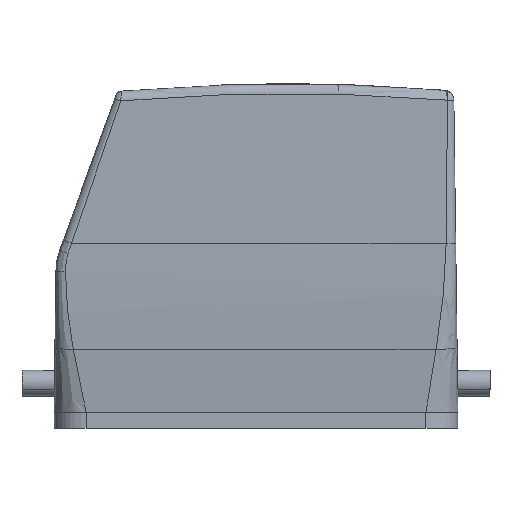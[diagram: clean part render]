
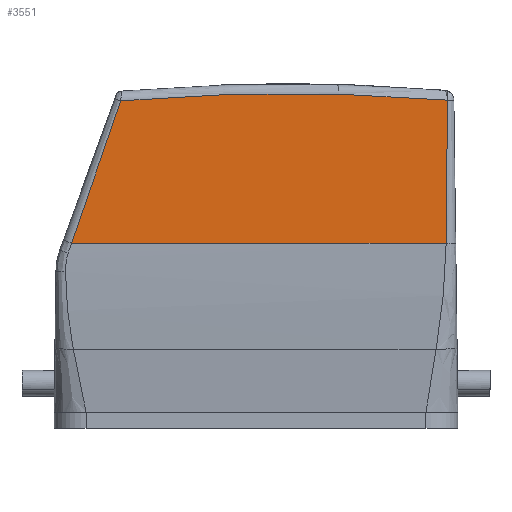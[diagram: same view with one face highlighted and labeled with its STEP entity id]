
A CAD part, left-side view. The second image highlights one B-rep face of the part: STEP entity #3551.
In plain terms, the highlighted planar face has unit normal (-1, 0, 0).
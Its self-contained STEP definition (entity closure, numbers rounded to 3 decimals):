
#3513=AXIS2_PLACEMENT_3D('Plane Axis2P3D',#3510,#3511,#3512) ;
#3517=AXIS2_PLACEMENT_3D('Circle Axis2P3D',#3515,#3516,$) ;
#2220=CARTESIAN_POINT('Vertex',(0.,6.844,28.847)) ;
#2246=CARTESIAN_POINT('Line Origine',(0.,35.873,28.847)) ;
#2250=CARTESIAN_POINT('Vertex',(0.,65.275,28.847)) ;
#3127=CARTESIAN_POINT('Vertex',(0.,6.636,51.163)) ;
#3345=CARTESIAN_POINT('Control Point',(0.,6.636,51.163)) ;
#3346=CARTESIAN_POINT('Control Point',(0.,6.636,51.147)) ;
#3347=CARTESIAN_POINT('Control Point',(0.,6.636,51.132)) ;
#3348=CARTESIAN_POINT('Control Point',(0.,6.636,51.116)) ;
#3349=CARTESIAN_POINT('Control Point',(0.,6.636,51.063)) ;
#3350=CARTESIAN_POINT('Control Point',(0.,6.636,51.01)) ;
#3351=CARTESIAN_POINT('Control Point',(0.,6.636,50.953)) ;
#3352=CARTESIAN_POINT('Control Point',(0.,6.635,50.783)) ;
#3353=CARTESIAN_POINT('Control Point',(0.,6.634,50.581)) ;
#3354=CARTESIAN_POINT('Control Point',(0.,6.634,50.476)) ;
#3355=CARTESIAN_POINT('Control Point',(0.,6.634,50.311)) ;
#3356=CARTESIAN_POINT('Control Point',(0.,6.633,50.146)) ;
#3357=CARTESIAN_POINT('Control Point',(0.,6.633,50.034)) ;
#3358=CARTESIAN_POINT('Control Point',(0.,6.633,49.811)) ;
#3359=CARTESIAN_POINT('Control Point',(0.,6.632,49.588)) ;
#3360=CARTESIAN_POINT('Control Point',(0.,6.632,49.476)) ;
#3361=CARTESIAN_POINT('Control Point',(0.,6.632,49.142)) ;
#3362=CARTESIAN_POINT('Control Point',(0.,6.631,48.807)) ;
#3363=CARTESIAN_POINT('Control Point',(0.,6.631,48.584)) ;
#3364=CARTESIAN_POINT('Control Point',(0.,6.631,47.808)) ;
#3365=CARTESIAN_POINT('Control Point',(0.,6.632,47.032)) ;
#3366=CARTESIAN_POINT('Control Point',(0.,6.633,46.479)) ;
#3367=CARTESIAN_POINT('Control Point',(0.,6.637,44.822)) ;
#3368=CARTESIAN_POINT('Control Point',(0.,6.645,43.164)) ;
#3369=CARTESIAN_POINT('Control Point',(0.,6.653,42.059)) ;
#3370=CARTESIAN_POINT('Control Point',(0.,6.677,39.154)) ;
#3371=CARTESIAN_POINT('Control Point',(0.,6.71,36.251)) ;
#3372=CARTESIAN_POINT('Control Point',(0.,6.735,34.452)) ;
#3373=CARTESIAN_POINT('Control Point',(0.,6.769,32.246)) ;
#3374=CARTESIAN_POINT('Control Point',(0.,6.816,30.039)) ;
#3375=CARTESIAN_POINT('Control Point',(0.,6.825,29.654)) ;
#3376=CARTESIAN_POINT('Control Point',(0.,6.834,29.254)) ;
#3377=CARTESIAN_POINT('Control Point',(0.,6.844,28.847)) ;
#3510=CARTESIAN_POINT('Axis2P3D Location',(0.,-5.3,-25.8)) ;
#3515=CARTESIAN_POINT('Axis2P3D Location',(0.,31.5,-246.3)) ;
#3519=CARTESIAN_POINT('Vertex',(0.,57.579,51.059)) ;
#3523=CARTESIAN_POINT('Control Point',(0.,57.579,51.059)) ;
#3524=CARTESIAN_POINT('Control Point',(0.,57.599,51.004)) ;
#3525=CARTESIAN_POINT('Control Point',(0.,57.618,50.949)) ;
#3526=CARTESIAN_POINT('Control Point',(0.,57.638,50.895)) ;
#3527=CARTESIAN_POINT('Control Point',(0.,57.677,50.785)) ;
#3528=CARTESIAN_POINT('Control Point',(0.,57.717,50.674)) ;
#3529=CARTESIAN_POINT('Control Point',(0.,57.732,50.631)) ;
#3530=CARTESIAN_POINT('Control Point',(0.,58.03,49.797)) ;
#3531=CARTESIAN_POINT('Control Point',(0.,58.327,48.963)) ;
#3532=CARTESIAN_POINT('Control Point',(0.,58.602,48.188)) ;
#3533=CARTESIAN_POINT('Control Point',(0.,59.51,45.625)) ;
#3534=CARTESIAN_POINT('Control Point',(0.,60.409,43.06)) ;
#3535=CARTESIAN_POINT('Control Point',(0.,61.011,41.33)) ;
#3536=CARTESIAN_POINT('Control Point',(0.,61.935,38.655)) ;
#3537=CARTESIAN_POINT('Control Point',(0.,62.853,35.978)) ;
#3538=CARTESIAN_POINT('Control Point',(0.,63.157,35.09)) ;
#3539=CARTESIAN_POINT('Control Point',(0.,63.769,33.295)) ;
#3540=CARTESIAN_POINT('Control Point',(0.,64.38,31.498)) ;
#3541=CARTESIAN_POINT('Control Point',(0.,64.663,30.663)) ;
#3542=CARTESIAN_POINT('Control Point',(0.,64.969,29.755)) ;
#3543=CARTESIAN_POINT('Control Point',(0.,65.275,28.847)) ;
#2247=DIRECTION('Vector Direction',(0.,-1.,0.)) ;
#3511=DIRECTION('Axis2P3D Direction',(-1.,0.,0.)) ;
#3512=DIRECTION('Axis2P3D XDirection',(0.,-0.17,0.985)) ;
#3516=DIRECTION('Axis2P3D Direction',(-1.,0.,0.)) ;
#2248=VECTOR('Line Direction',#2247,1.) ;
#3546=ORIENTED_EDGE('',*,*,#3521,.T.) ;
#3547=ORIENTED_EDGE('',*,*,#3544,.F.) ;
#3548=ORIENTED_EDGE('',*,*,#2252,.T.) ;
#3549=ORIENTED_EDGE('',*,*,#3378,.T.) ;
#3551=ADVANCED_FACE('Hood',(#3550),#3514,.T.) ;
#3344=B_SPLINE_CURVE_WITH_KNOTS('',5,(#3345,#3346,#3347,#3348,#3349,#3350,#3351,#3352,#3353,#3354,#3355,#3356,#3357,#3358,#3359,#3360,#3361,#3362,#3363,#3364,#3365,#3366,#3367,#3368,#3369,#3370,#3371,#3372,#3373,#3374,#3375,#3376,#3377),.UNSPECIFIED.,.F.,.U.,(6,3,3,3,3,3,3,3,3,3,6),(3.785,3.863,4.054,4.322,4.885,5.448,6.574,9.364,14.942,24.034,26.1),.UNSPECIFIED.) ;
#3522=B_SPLINE_CURVE_WITH_KNOTS('',5,(#3523,#3524,#3525,#3526,#3527,#3528,#3529,#3530,#3531,#3532,#3533,#3534,#3535,#3536,#3537,#3538,#3539,#3540,#3541,#3542,#3543),.UNSPECIFIED.,.F.,.U.,(6,3,3,3,3,3,6),(0.,0.415,0.854,6.667,20.05,26.696,33.462),.UNSPECIFIED.) ;
#3518=CIRCLE('generated circle',#3517,298.5) ;
#2252=EDGE_CURVE('',#2251,#2221,#2249,.T.) ;
#3378=EDGE_CURVE('',#2221,#3128,#3344,.F.) ;
#3521=EDGE_CURVE('',#3128,#3520,#3518,.T.) ;
#3544=EDGE_CURVE('',#2251,#3520,#3522,.F.) ;
#3545=EDGE_LOOP('',(#3546,#3547,#3548,#3549)) ;
#3550=FACE_OUTER_BOUND('',#3545,.T.) ;
#2249=LINE('Line',#2246,#2248) ;
#3514=PLANE('',#3513) ;
#2221=VERTEX_POINT('',#2220) ;
#2251=VERTEX_POINT('',#2250) ;
#3128=VERTEX_POINT('',#3127) ;
#3520=VERTEX_POINT('',#3519) ;
